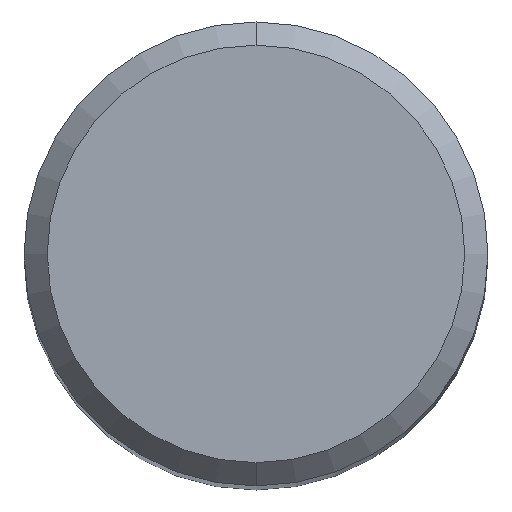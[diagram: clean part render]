
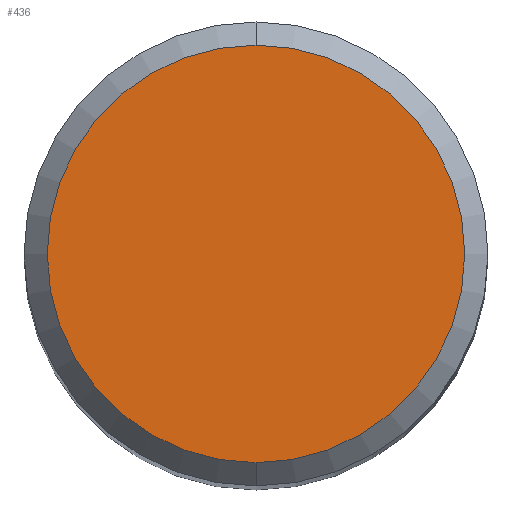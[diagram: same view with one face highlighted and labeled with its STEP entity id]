
A CAD part, top view. The second image highlights one B-rep face of the part: STEP entity #436.
In plain terms, the highlighted planar face has unit normal (0, 0, 1).
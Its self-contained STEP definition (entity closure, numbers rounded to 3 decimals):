
#218=VERTEX_POINT('',#524);
#270=VERTEX_POINT('',#583);
#316=EDGE_CURVE('',#218,#270,#632,.T.);
#386=EDGE_CURVE('',#270,#218,#712,.T.);
#436=ADVANCED_FACE('',(#763),#764,.T.);
#524=CARTESIAN_POINT('',(0.0,4.5,0.0));
#583=CARTESIAN_POINT('',(0.,-4.5,0.0));
#632=CIRCLE('',#1104,4.5);
#712=CIRCLE('',#1286,4.5);
#763=FACE_OUTER_BOUND('',#1426,.T.);
#764=PLANE('',#1427);
#1104=AXIS2_PLACEMENT_3D('',#1628,#1629,#1630);
#1286=AXIS2_PLACEMENT_3D('',#1729,#1730,#1731);
#1426=EDGE_LOOP('',(#1767,#1768));
#1427=AXIS2_PLACEMENT_3D('',#1769,#1770,#1771);
#1628=CARTESIAN_POINT('',(0.0,0.0,0.0));
#1629=DIRECTION('',(0.0,0.0,-1.0));
#1630=DIRECTION('',(0.0,1.0,0.0));
#1729=CARTESIAN_POINT('',(0.0,0.0,0.0));
#1730=DIRECTION('',(0.0,0.0,-1.0));
#1731=DIRECTION('',(0.0,1.0,0.0));
#1767=ORIENTED_EDGE('',*,*,#316,.F.);
#1768=ORIENTED_EDGE('',*,*,#386,.F.);
#1769=CARTESIAN_POINT('',(0.0,2.25,0.0));
#1770=DIRECTION('',(-0.0,0.0,1.0));
#1771=DIRECTION('',(0.0,-1.0,0.0));
